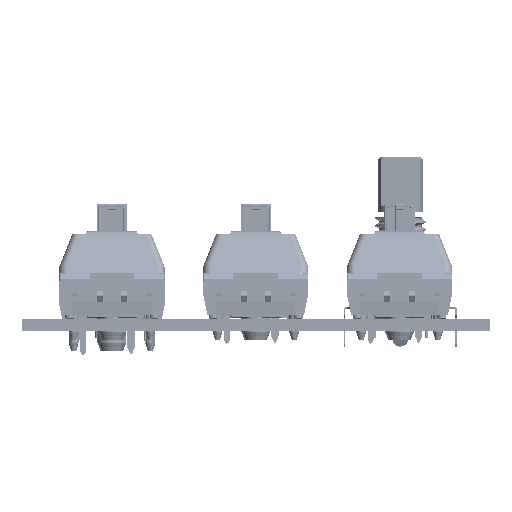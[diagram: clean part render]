
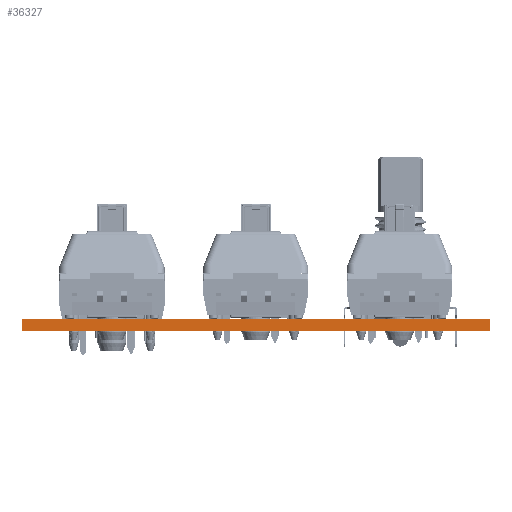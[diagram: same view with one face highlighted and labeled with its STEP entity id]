
A CAD part, front view. The second image highlights one B-rep face of the part: STEP entity #36327.
In plain terms, the highlighted planar face has unit normal (0, -1, 0).
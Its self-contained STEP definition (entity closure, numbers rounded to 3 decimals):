
#3813=FACE_OUTER_BOUND('',#5933,.T.);
#5933=EDGE_LOOP('',(#25534,#25535,#25536,#25537));
#8645=LINE('',#55179,#12117);
#8646=LINE('',#55181,#12118);
#8647=LINE('',#55183,#12119);
#8648=LINE('',#55184,#12120);
#12117=VECTOR('',#43159,1.);
#12118=VECTOR('',#43160,1.);
#12119=VECTOR('',#43161,1.);
#12120=VECTOR('',#43162,1.);
#15436=VERTEX_POINT('',#55177);
#15437=VERTEX_POINT('',#55178);
#15438=VERTEX_POINT('',#55180);
#15439=VERTEX_POINT('',#55182);
#19169=EDGE_CURVE('',#15436,#15437,#8645,.T.);
#19170=EDGE_CURVE('',#15437,#15438,#8646,.T.);
#19171=EDGE_CURVE('',#15439,#15438,#8647,.T.);
#19172=EDGE_CURVE('',#15436,#15439,#8648,.T.);
#25534=ORIENTED_EDGE('',*,*,#19169,.T.);
#25535=ORIENTED_EDGE('',*,*,#19170,.T.);
#25536=ORIENTED_EDGE('',*,*,#19171,.F.);
#25537=ORIENTED_EDGE('',*,*,#19172,.F.);
#35038=PLANE('',#38592);
#36327=ADVANCED_FACE('',(#3813),#35038,.T.);
#38592=AXIS2_PLACEMENT_3D('',#55176,#43157,#43158);
#43157=DIRECTION('center_axis',(0.,-1.,0.));
#43158=DIRECTION('ref_axis',(-1.,0.,0.));
#43159=DIRECTION('',(0.,0.,1.));
#43160=DIRECTION('',(-1.,0.,0.));
#43161=DIRECTION('',(0.,0.,1.));
#43162=DIRECTION('',(-1.,0.,0.));
#55176=CARTESIAN_POINT('Origin',(116.8,-132.2,0.));
#55177=CARTESIAN_POINT('',(116.8,-132.2,0.));
#55178=CARTESIAN_POINT('',(116.8,-132.2,1.51));
#55179=CARTESIAN_POINT('',(116.8,-132.2,0.));
#55180=CARTESIAN_POINT('',(54.8,-132.2,1.51));
#55181=CARTESIAN_POINT('',(116.8,-132.2,1.51));
#55182=CARTESIAN_POINT('',(54.8,-132.2,0.));
#55183=CARTESIAN_POINT('',(54.8,-132.2,0.));
#55184=CARTESIAN_POINT('',(116.8,-132.2,0.));
